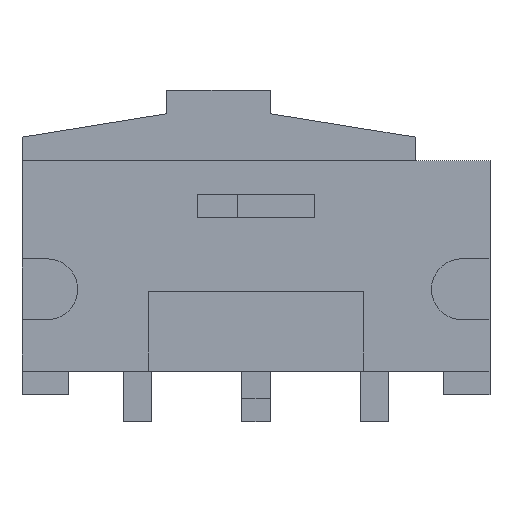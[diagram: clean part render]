
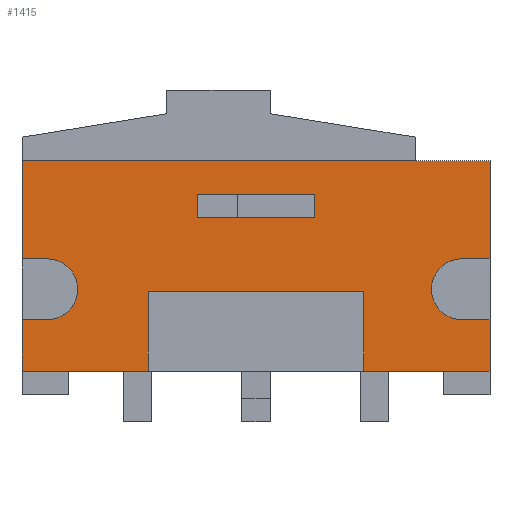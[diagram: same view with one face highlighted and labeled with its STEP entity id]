
A CAD part, left-side view. The second image highlights one B-rep face of the part: STEP entity #1415.
In plain terms, the highlighted planar face has unit normal (-1, 0, 0).
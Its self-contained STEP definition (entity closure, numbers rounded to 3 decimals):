
#22=FACE_BOUND('',#175,.T.);
#29=CIRCLE('',#1520,0.65);
#30=CIRCLE('',#1521,0.65);
#90=FACE_OUTER_BOUND('',#174,.T.);
#174=EDGE_LOOP('',(#1090,#1091,#1092,#1093,#1094,#1095,#1096,#1097,#1098,
#1099,#1100,#1101,#1102,#1103,#1104,#1105));
#175=EDGE_LOOP('',(#1106,#1107,#1108,#1109));
#292=LINE('',#2113,#477);
#296=LINE('',#2121,#481);
#299=LINE('',#2127,#484);
#303=LINE('',#2135,#488);
#304=LINE('',#2137,#489);
#305=LINE('',#2139,#490);
#306=LINE('',#2143,#491);
#307=LINE('',#2145,#492);
#308=LINE('',#2147,#493);
#309=LINE('',#2149,#494);
#310=LINE('',#2151,#495);
#311=LINE('',#2155,#496);
#312=LINE('',#2157,#497);
#313=LINE('',#2158,#498);
#314=LINE('',#2161,#499);
#315=LINE('',#2163,#500);
#316=LINE('',#2165,#501);
#317=LINE('',#2166,#502);
#477=VECTOR('',#1732,10.);
#481=VECTOR('',#1738,10.);
#484=VECTOR('',#1743,10.);
#488=VECTOR('',#1751,10.);
#489=VECTOR('',#1752,10.);
#490=VECTOR('',#1753,10.);
#491=VECTOR('',#1756,10.);
#492=VECTOR('',#1757,10.);
#493=VECTOR('',#1758,10.);
#494=VECTOR('',#1759,10.);
#495=VECTOR('',#1760,10.);
#496=VECTOR('',#1763,10.);
#497=VECTOR('',#1764,10.);
#498=VECTOR('',#1765,10.);
#499=VECTOR('',#1766,10.);
#500=VECTOR('',#1767,10.);
#501=VECTOR('',#1768,10.);
#502=VECTOR('',#1769,10.);
#641=VERTEX_POINT('',#2111);
#642=VERTEX_POINT('',#2112);
#645=VERTEX_POINT('',#2120);
#647=VERTEX_POINT('',#2126);
#649=VERTEX_POINT('',#2134);
#650=VERTEX_POINT('',#2136);
#651=VERTEX_POINT('',#2138);
#652=VERTEX_POINT('',#2140);
#653=VERTEX_POINT('',#2142);
#654=VERTEX_POINT('',#2144);
#655=VERTEX_POINT('',#2146);
#656=VERTEX_POINT('',#2148);
#657=VERTEX_POINT('',#2150);
#658=VERTEX_POINT('',#2152);
#659=VERTEX_POINT('',#2154);
#660=VERTEX_POINT('',#2156);
#661=VERTEX_POINT('',#2159);
#662=VERTEX_POINT('',#2160);
#663=VERTEX_POINT('',#2162);
#664=VERTEX_POINT('',#2164);
#798=EDGE_CURVE('',#641,#642,#292,.T.);
#802=EDGE_CURVE('',#645,#641,#296,.T.);
#805=EDGE_CURVE('',#647,#645,#299,.T.);
#809=EDGE_CURVE('',#642,#649,#303,.T.);
#810=EDGE_CURVE('',#649,#650,#304,.T.);
#811=EDGE_CURVE('',#650,#651,#305,.T.);
#812=EDGE_CURVE('',#651,#652,#29,.T.);
#813=EDGE_CURVE('',#652,#653,#306,.T.);
#814=EDGE_CURVE('',#653,#654,#307,.T.);
#815=EDGE_CURVE('',#655,#654,#308,.T.);
#816=EDGE_CURVE('',#656,#655,#309,.T.);
#817=EDGE_CURVE('',#656,#657,#310,.T.);
#818=EDGE_CURVE('',#657,#658,#30,.T.);
#819=EDGE_CURVE('',#658,#659,#311,.T.);
#820=EDGE_CURVE('',#660,#659,#312,.T.);
#821=EDGE_CURVE('',#660,#647,#313,.T.);
#822=EDGE_CURVE('',#661,#662,#314,.T.);
#823=EDGE_CURVE('',#662,#663,#315,.T.);
#824=EDGE_CURVE('',#663,#664,#316,.T.);
#825=EDGE_CURVE('',#664,#661,#317,.T.);
#1090=ORIENTED_EDGE('',*,*,#805,.T.);
#1091=ORIENTED_EDGE('',*,*,#802,.T.);
#1092=ORIENTED_EDGE('',*,*,#798,.T.);
#1093=ORIENTED_EDGE('',*,*,#809,.T.);
#1094=ORIENTED_EDGE('',*,*,#810,.T.);
#1095=ORIENTED_EDGE('',*,*,#811,.T.);
#1096=ORIENTED_EDGE('',*,*,#812,.T.);
#1097=ORIENTED_EDGE('',*,*,#813,.T.);
#1098=ORIENTED_EDGE('',*,*,#814,.T.);
#1099=ORIENTED_EDGE('',*,*,#815,.F.);
#1100=ORIENTED_EDGE('',*,*,#816,.F.);
#1101=ORIENTED_EDGE('',*,*,#817,.T.);
#1102=ORIENTED_EDGE('',*,*,#818,.T.);
#1103=ORIENTED_EDGE('',*,*,#819,.T.);
#1104=ORIENTED_EDGE('',*,*,#820,.F.);
#1105=ORIENTED_EDGE('',*,*,#821,.T.);
#1106=ORIENTED_EDGE('',*,*,#822,.T.);
#1107=ORIENTED_EDGE('',*,*,#823,.T.);
#1108=ORIENTED_EDGE('',*,*,#824,.T.);
#1109=ORIENTED_EDGE('',*,*,#825,.T.);
#1337=PLANE('',#1519);
#1415=ADVANCED_FACE('',(#90,#22),#1337,.T.);
#1519=AXIS2_PLACEMENT_3D('',#2133,#1749,#1750);
#1520=AXIS2_PLACEMENT_3D('',#2141,#1754,#1755);
#1521=AXIS2_PLACEMENT_3D('',#2153,#1761,#1762);
#1732=DIRECTION('',(0.,0.,-1.));
#1738=DIRECTION('',(0.,-1.,0.));
#1743=DIRECTION('',(0.,0.,1.));
#1749=DIRECTION('center_axis',(-1.,0.,0.));
#1750=DIRECTION('ref_axis',(0.,-1.,0.));
#1751=DIRECTION('',(0.,-1.,0.));
#1752=DIRECTION('',(0.,0.,1.));
#1753=DIRECTION('',(0.,1.,0.));
#1754=DIRECTION('center_axis',(1.,0.,0.));
#1755=DIRECTION('ref_axis',(0.,-1.,0.));
#1756=DIRECTION('',(0.,-1.,0.));
#1757=DIRECTION('',(0.,0.,1.));
#1758=DIRECTION('',(0.,-1.,0.));
#1759=DIRECTION('',(0.,0.,1.));
#1760=DIRECTION('',(0.,-1.,0.));
#1761=DIRECTION('center_axis',(1.,0.,0.));
#1762=DIRECTION('ref_axis',(0.,1.,0.));
#1763=DIRECTION('',(0.,1.,0.));
#1764=DIRECTION('',(0.,0.,1.));
#1765=DIRECTION('',(0.,-1.,0.));
#1766=DIRECTION('',(0.,1.,0.));
#1767=DIRECTION('',(0.,0.,1.));
#1768=DIRECTION('',(0.,-1.,0.));
#1769=DIRECTION('',(0.,0.,-1.));
#2111=CARTESIAN_POINT('',(-1.25,-2.3,2.78));
#2112=CARTESIAN_POINT('',(-1.25,-2.3,1.08));
#2113=CARTESIAN_POINT('',(-1.25,-2.3,1.93));
#2120=CARTESIAN_POINT('',(-1.25,2.3,2.78));
#2121=CARTESIAN_POINT('',(-1.25,3.65,2.78));
#2126=CARTESIAN_POINT('',(-1.25,2.3,1.08));
#2127=CARTESIAN_POINT('',(-1.25,2.3,1.08));
#2133=CARTESIAN_POINT('Origin',(-1.25,5.,1.08));
#2134=CARTESIAN_POINT('',(-1.25,-5.,1.08));
#2135=CARTESIAN_POINT('',(-1.25,5.,1.08));
#2136=CARTESIAN_POINT('',(-1.25,-5.,2.18));
#2137=CARTESIAN_POINT('',(-1.25,-5.,1.08));
#2138=CARTESIAN_POINT('',(-1.25,-4.4,2.18));
#2139=CARTESIAN_POINT('',(-1.25,0.,2.18));
#2140=CARTESIAN_POINT('',(-1.25,-4.4,3.48));
#2141=CARTESIAN_POINT('Origin',(-1.25,-4.4,2.83));
#2142=CARTESIAN_POINT('',(-1.25,-5.,3.48));
#2143=CARTESIAN_POINT('',(-1.25,0.3,3.48));
#2144=CARTESIAN_POINT('',(-1.25,-5.,5.58));
#2145=CARTESIAN_POINT('',(-1.25,-5.,1.08));
#2146=CARTESIAN_POINT('',(-1.25,5.,5.58));
#2147=CARTESIAN_POINT('',(-1.25,5.,5.58));
#2148=CARTESIAN_POINT('',(-1.25,5.,3.478));
#2149=CARTESIAN_POINT('',(-1.25,5.,1.08));
#2150=CARTESIAN_POINT('',(-1.25,4.46,3.478));
#2151=CARTESIAN_POINT('',(-1.25,5.03,3.478));
#2152=CARTESIAN_POINT('',(-1.25,4.46,2.178));
#2153=CARTESIAN_POINT('Origin',(-1.25,4.46,2.828));
#2154=CARTESIAN_POINT('',(-1.25,5.,2.178));
#2155=CARTESIAN_POINT('',(-1.25,4.73,2.178));
#2156=CARTESIAN_POINT('',(-1.25,5.,1.08));
#2157=CARTESIAN_POINT('',(-1.25,5.,1.08));
#2158=CARTESIAN_POINT('',(-1.25,5.,1.08));
#2159=CARTESIAN_POINT('',(-1.25,-1.25,4.36));
#2160=CARTESIAN_POINT('',(-1.25,1.25,4.36));
#2161=CARTESIAN_POINT('',(-1.25,2.695,4.36));
#2162=CARTESIAN_POINT('',(-1.25,1.25,4.86));
#2163=CARTESIAN_POINT('',(-1.25,1.25,2.72));
#2164=CARTESIAN_POINT('',(-1.25,-1.25,4.86));
#2165=CARTESIAN_POINT('',(-1.25,3.125,4.86));
#2166=CARTESIAN_POINT('',(-1.25,-1.25,2.97));
